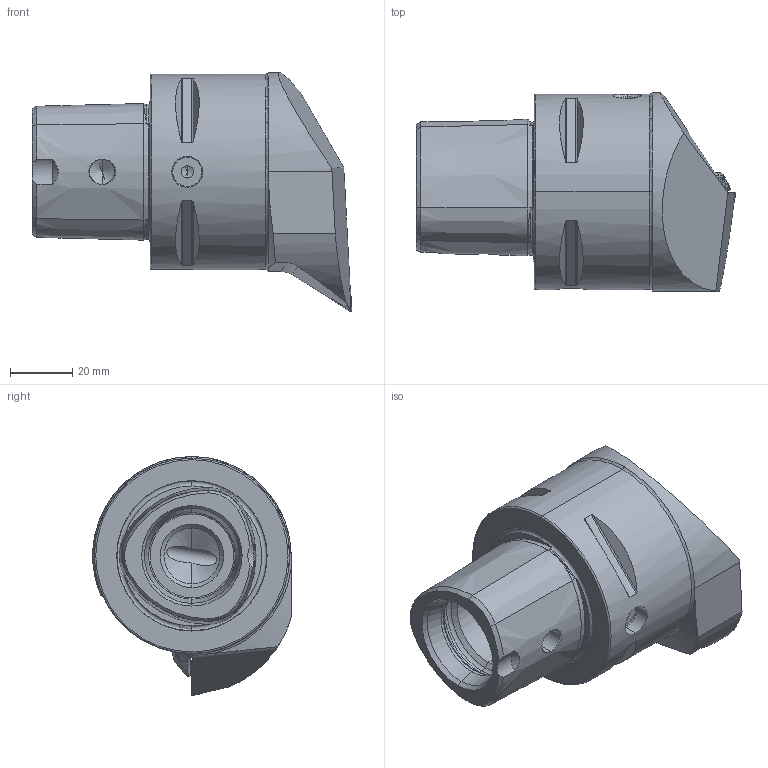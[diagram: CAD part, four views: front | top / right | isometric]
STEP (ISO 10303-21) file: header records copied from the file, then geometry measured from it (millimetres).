
FILE_DESCRIPTION (( 'STEP AP203' ), '1' );
FILE_NAME ('PS6.KDA.RUA.065-HP.STEP', '2024-08-22T13:16:20', ( '' ), ( '' ), 'SwSTEP 2.0', 'SolidWorks 2022', '' );
FILE_SCHEMA (( 'CONFIG_CONTROL_DESIGN' ));
Length unit declared in the file: millimetre
Products named in the file (11): WCA-ER2.001.006_A; DIN 3771 - 6.5x1.5; CHP-PCX.000.022_B; PS6-KDA.RUA.065-HP_A; PS6.KDA.RUA.065-HP; DIN 3771 - 13x1; DIN 7991 - M5x18; CHP-ER1.008.014_A; CHP-PCX.000.022_Düse; DCMT070204; ISO 8752 2x8
Assembly tree (10 placements, depth 3):
  PS6.KDA.RUA.065-HP
    PS6-KDA.RUA.065-HP_A
    WCA-ER2.001.006_A
    DCMT070204
    CHP-ER1.008.014_A
    CHP-PCX.000.022_Düse
      CHP-PCX.000.022_B
      DIN 3771 - 13x1
      DIN 3771 - 6.5x1.5
      DIN 7991 - M5x18
    ISO 8752 2x8
Bounding box: 103 x 63.94 x 77 mm (x, y, z)
Volume: 189781.6 mm3; surface area: 32866.2 mm2
Topology: 9 solids, 9 shells, 480 faces, 1182 edges, 712 vertices
Faces by surface type: cylinder 132, cone 120, plane 106, torus 70, bspline 50, sphere 2
Entity records: 18790 total; most frequent: CARTESIAN_POINT 6950, ORIENTED_EDGE 2324, DIRECTION 2146, EDGE_CURVE 1162, AXIS2_PLACEMENT_3D 876, VERTEX_POINT 712, EDGE_LOOP 510, FACE_OUTER_BOUND 480
